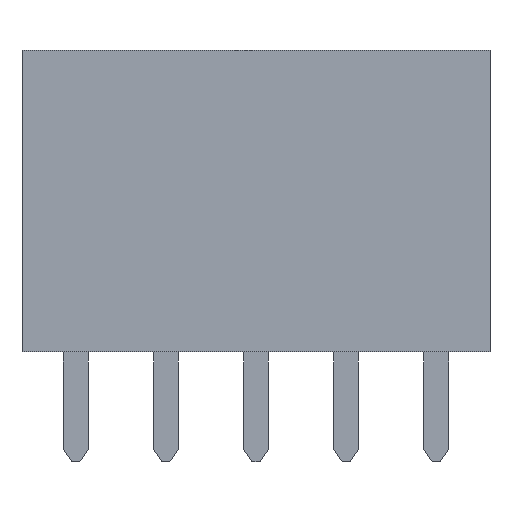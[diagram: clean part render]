
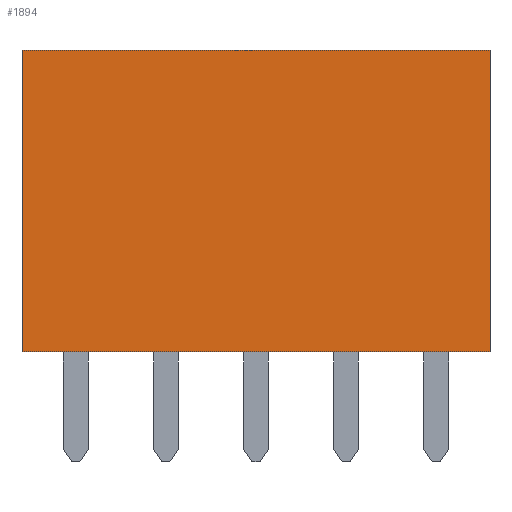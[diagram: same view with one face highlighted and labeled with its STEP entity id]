
A CAD part, front view. The second image highlights one B-rep face of the part: STEP entity #1894.
In plain terms, the highlighted planar face has unit normal (0, -1, 0).
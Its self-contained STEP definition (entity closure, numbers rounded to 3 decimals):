
#95=FACE_OUTER_BOUND('',#200,.T.);
#200=EDGE_LOOP('',(#1382,#1383,#1384,#1385));
#330=LINE('',#2745,#575);
#362=LINE('',#2809,#607);
#366=LINE('',#2815,#611);
#387=LINE('',#2857,#632);
#575=VECTOR('',#2217,10.);
#607=VECTOR('',#2259,10.);
#611=VECTOR('',#2265,1000.);
#632=VECTOR('',#2288,1000.);
#805=VERTEX_POINT('',#2742);
#806=VERTEX_POINT('',#2744);
#832=VERTEX_POINT('',#2806);
#833=VERTEX_POINT('',#2808);
#990=EDGE_CURVE('',#806,#805,#330,.T.);
#1022=EDGE_CURVE('',#833,#832,#362,.T.);
#1026=EDGE_CURVE('',#805,#833,#366,.T.);
#1047=EDGE_CURVE('',#832,#806,#387,.T.);
#1382=ORIENTED_EDGE('',*,*,#990,.T.);
#1383=ORIENTED_EDGE('',*,*,#1026,.T.);
#1384=ORIENTED_EDGE('',*,*,#1022,.T.);
#1385=ORIENTED_EDGE('',*,*,#1047,.T.);
#1702=PLANE('',#2019);
#1894=ADVANCED_FACE('',(#95),#1702,.T.);
#2019=AXIS2_PLACEMENT_3D('',#2856,#2286,#2287);
#2217=DIRECTION('',(0.,0.,1.));
#2259=DIRECTION('',(0.,0.,-1.));
#2265=DIRECTION('',(-1.,0.,0.));
#2286=DIRECTION('center_axis',(0.,-1.,0.));
#2287=DIRECTION('ref_axis',(0.,0.,-1.));
#2288=DIRECTION('',(1.,0.,0.));
#2742=CARTESIAN_POINT('',(5.33,-1.25,4.25));
#2744=CARTESIAN_POINT('',(5.33,-1.25,-4.25));
#2745=CARTESIAN_POINT('',(5.33,-1.25,-2.125));
#2806=CARTESIAN_POINT('',(-7.87,-1.25,-4.25));
#2808=CARTESIAN_POINT('',(-7.87,-1.25,4.25));
#2809=CARTESIAN_POINT('',(-7.87,-1.25,2.125));
#2815=CARTESIAN_POINT('',(20.57,-1.25,4.25));
#2856=CARTESIAN_POINT('Origin',(0.,-1.25,0.));
#2857=CARTESIAN_POINT('',(-20.57,-1.25,-4.25));
